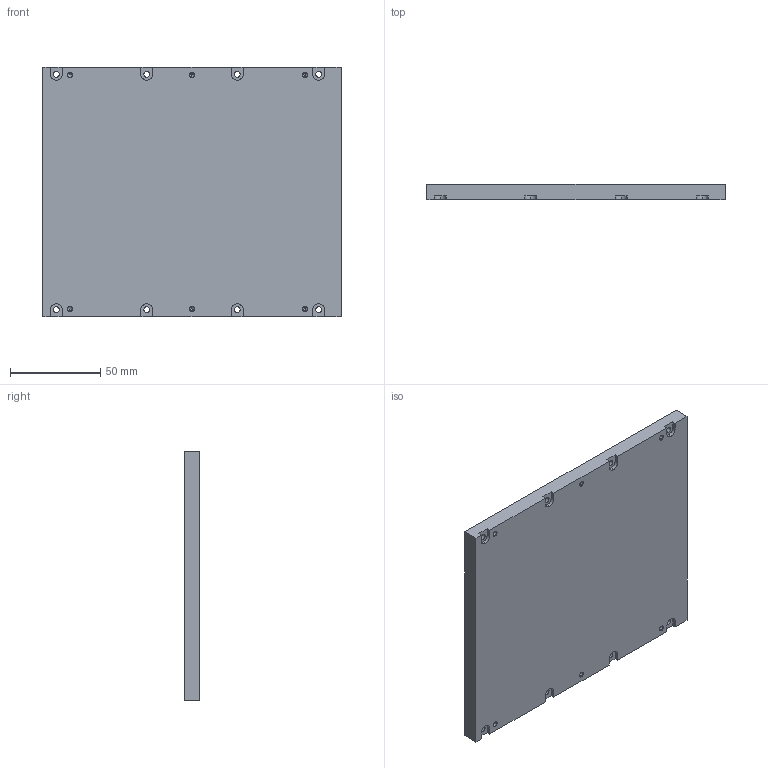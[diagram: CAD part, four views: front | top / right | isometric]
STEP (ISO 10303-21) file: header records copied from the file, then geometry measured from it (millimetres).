
FILE_DESCRIPTION (( 'STEP AP214' ), '1' );
FILE_NAME ('Kintex_SDR_case_bottom.STEP', '2022-09-21T21:43:52', ( 'MaxAli' ), ( '' ), 'SwSTEP 2.0', 'SolidWorks 2018', '' );
FILE_SCHEMA (( 'AUTOMOTIVE_DESIGN' ));
Length unit declared in the file: millimetre
Products named in the file (1): Kintex_SDR_case_bottom
Bounding box: 165 x 8.6 x 138 mm (x, y, z)
Volume: 92633.3 mm3; surface area: 55224.3 mm2
Topology: 1 solids, 1 shells, 210 faces, 548 edges, 328 vertices
Faces by surface type: cylinder 97, cone 64, plane 49
Entity records: 6464 total; most frequent: DIRECTION 1164, CARTESIAN_POINT 1055, ORIENTED_EDGE 1032, EDGE_CURVE 516, AXIS2_PLACEMENT_3D 437, VERTEX_POINT 328, VECTOR 290, LINE 290
